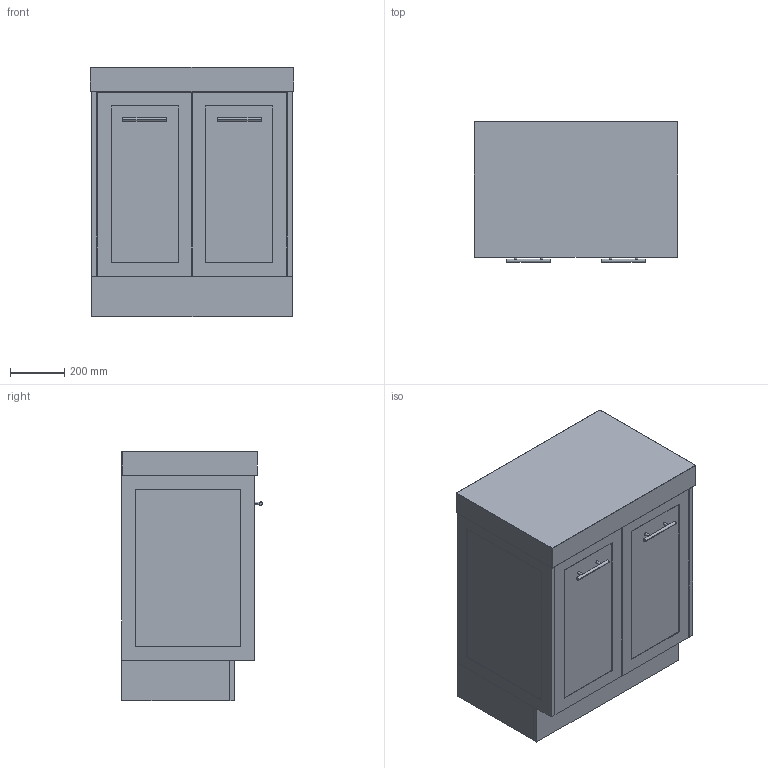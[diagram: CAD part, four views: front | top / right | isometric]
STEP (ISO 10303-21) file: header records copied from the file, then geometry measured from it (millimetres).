
FILE_DESCRIPTION(/* description */ (''),/* implementation_level */ '2;1');
FILE_NAME(/* name */ 'Kado Lux All-Door FM 750 (90MM)',/* time_stamp */ '2025-07-09T14:55:35+10:00',/* author */ (''),/* organization */ (''),/* preprocessor_version */ 'ST-DEVELOPER v16.5',/* originating_system */ '',/* authorisation */ '');
FILE_SCHEMA (('AUTOMOTIVE_DESIGN'));
Length unit declared in the file: millimetre
Products named in the file (9): Document; Kado Lux All-Door FM 750 (90MM); Kado Lux All-Door (Floor Mount)20; Kado Lux All-Door FM ALL1819; Kado Lux All-Door FM 750 Carcass1415; Kado Lux All-Door FM 750 Carcass13; Cross Bar Handle 9623456789; Blank Benchtops ALL1617; 750 Benchtop (90mm)11
Assembly tree (9 placements, depth 6):
  Document
    Kado Lux All-Door FM 750 (90MM)
      Kado Lux All-Door (Floor Mount)20
        Kado Lux All-Door FM ALL1819
          Kado Lux All-Door FM 750 Carcass1415
            Kado Lux All-Door FM 750 Carcass13
            Cross Bar Handle 9623456789  x2
      Blank Benchtops ALL1617
        750 Benchtop (90mm)11
Bounding box: 750 x 518 x 920 mm (x, y, z)
Volume: 84007444.1 mm3; surface area: 6583223 mm2
Topology: 12 solids, 12 shells, 130 faces, 273 edges, 166 vertices
Faces by surface type: plane 93, cylinder 23, bspline 14
Entity records: 3410 total; most frequent: CARTESIAN_POINT 1307, ORIENTED_EDGE 478, EDGE_CURVE 239, B_SPLINE_CURVE_WITH_KNOTS 207, VERTEX_POINT 150, DIRECTION 148, AXIS2_PLACEMENT_3D 127, EDGE_LOOP 121
